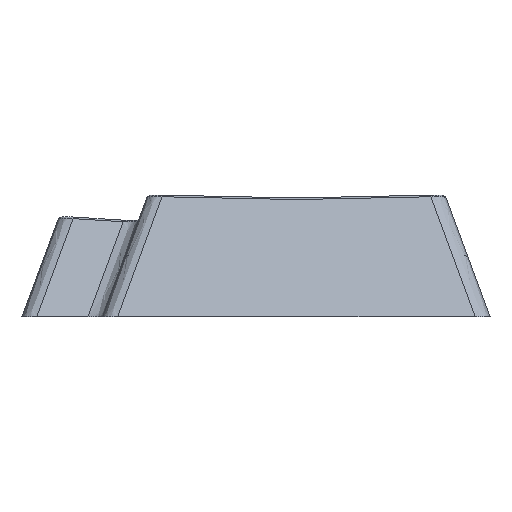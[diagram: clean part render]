
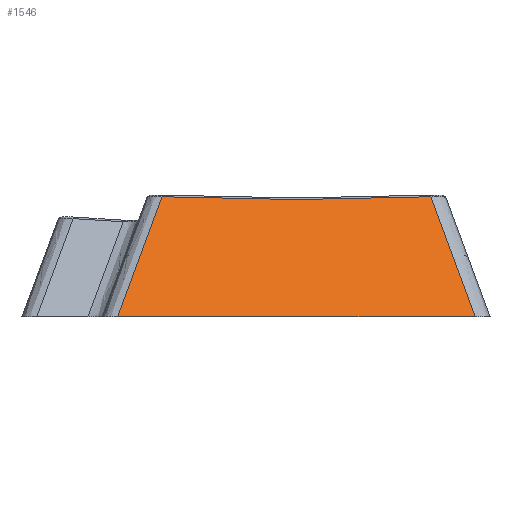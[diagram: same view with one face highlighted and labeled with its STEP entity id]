
A CAD part, front view. The second image highlights one B-rep face of the part: STEP entity #1546.
In plain terms, the highlighted free-form (B-spline) face has degree [1, 1] with [2, 2] control points.
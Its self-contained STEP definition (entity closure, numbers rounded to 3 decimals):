
#400 = VERTEX_POINT('',#401);
#401 = CARTESIAN_POINT('',(-10.532,-18.55,0.));
#424 = EDGE_CURVE('',#425,#400,#427,.T.);
#425 = VERTEX_POINT('',#426);
#426 = CARTESIAN_POINT('',(10.532,-18.55,0.));
#427 = LINE('',#428,#429);
#428 = CARTESIAN_POINT('',(11.406,-18.55,0.));
#429 = VECTOR('',#430,1.);
#430 = DIRECTION('',(-1.,0.,0.));
#1442 = EDGE_CURVE('',#425,#1443,#1445,.T.);
#1443 = VERTEX_POINT('',#1444);
#1444 = CARTESIAN_POINT('',(7.911,-14.252,
    7.084));
#1445 = B_SPLINE_CURVE_WITH_KNOTS('',4,(#1446,#1447,#1448,#1449,#1450,
    #1451,#1452,#1453,#1454,#1455,#1456),.UNSPECIFIED.,.F.,.F.,(5,3,3,5)
  ,(-0.299,0.264,9.675,10.238),
  .UNSPECIFIED.);
#1446 = CARTESIAN_POINT('',(10.702,-18.828,-0.459));
#1447 = CARTESIAN_POINT('',(10.659,-18.759,-0.344));
#1448 = CARTESIAN_POINT('',(10.617,-18.689,-0.23));
#1449 = CARTESIAN_POINT('',(10.574,-18.62,-0.115));
#1450 = CARTESIAN_POINT('',(9.822,-17.386,1.918
    ));
#1451 = CARTESIAN_POINT('',(9.113,-16.223,3.836)
  );
#1452 = CARTESIAN_POINT('',(8.403,-15.059,5.754
    ));
#1453 = CARTESIAN_POINT('',(7.651,-13.826,
    7.786));
#1454 = CARTESIAN_POINT('',(7.608,-13.757,
    7.901));
#1455 = CARTESIAN_POINT('',(7.566,-13.687,
    8.016));
#1456 = CARTESIAN_POINT('',(7.524,-13.617,
    8.131));
#1546 = ADVANCED_FACE('',(#1547),#1613,.F.);
#1547 = FACE_BOUND('',#1548,.F.);
#1548 = EDGE_LOOP('',(#1549,#1550,#1551,#1567));
#1549 = ORIENTED_EDGE('',*,*,#1442,.F.);
#1550 = ORIENTED_EDGE('',*,*,#424,.T.);
#1551 = ORIENTED_EDGE('',*,*,#1552,.T.);
#1552 = EDGE_CURVE('',#400,#1553,#1555,.T.);
#1553 = VERTEX_POINT('',#1554);
#1554 = CARTESIAN_POINT('',(-7.911,-14.252,
    7.084));
#1555 = B_SPLINE_CURVE_WITH_KNOTS('',4,(#1556,#1557,#1558,#1559,#1560,
    #1561,#1562,#1563,#1564,#1565,#1566),.UNSPECIFIED.,.F.,.F.,(5,3,3,5)
  ,(-0.299,0.264,9.675,10.238),
  .UNSPECIFIED.);
#1556 = CARTESIAN_POINT('',(-10.702,-18.828,-0.459));
#1557 = CARTESIAN_POINT('',(-10.659,-18.759,-0.344));
#1558 = CARTESIAN_POINT('',(-10.617,-18.689,-0.23));
#1559 = CARTESIAN_POINT('',(-10.574,-18.62,-0.115));
#1560 = CARTESIAN_POINT('',(-9.822,-17.386,
    1.918));
#1561 = CARTESIAN_POINT('',(-9.113,-16.223,3.836
    ));
#1562 = CARTESIAN_POINT('',(-8.403,-15.059,
    5.754));
#1563 = CARTESIAN_POINT('',(-7.651,-13.826,
    7.786));
#1564 = CARTESIAN_POINT('',(-7.608,-13.757,
    7.901));
#1565 = CARTESIAN_POINT('',(-7.566,-13.687,
    8.016));
#1566 = CARTESIAN_POINT('',(-7.524,-13.617,
    8.131));
#1567 = ORIENTED_EDGE('',*,*,#1568,.F.);
#1568 = EDGE_CURVE('',#1443,#1553,#1569,.T.);
#1569 = ( BOUNDED_CURVE() B_SPLINE_CURVE(11,(#1570,#1571,#1572,#1573,
    #1574,#1575,#1576,#1577,#1578,#1579,#1580,#1581,#1582,#1583,#1584,
    #1585,#1586,#1587,#1588,#1589,#1590,#1591,#1592,#1593,#1594,#1595,
    #1596,#1597,#1598,#1599,#1600,#1601,#1602,#1603,#1604,#1605,#1606,
    #1607,#1608,#1609,#1610,#1611,#1612),.UNSPECIFIED.,.F.,.F.) 
B_SPLINE_CURVE_WITH_KNOTS((12,11,10,10,12),(-0.033,0.,
8.382,16.733,16.766),.UNSPECIFIED.) CURVE() 
GEOMETRIC_REPRESENTATION_ITEM() RATIONAL_B_SPLINE_CURVE((1.,1.,1.,1.,1.,
    1.,1.,1.,1.,1.,1.,1.,1.,1.,1.,1.,1.,1.,1.,1.
    ,1.,1.,1.,1.,1.,1.,1.,1.,1.,1.,1.,1.,1.,1.,
    1.,1.,1.,1.,1.,1.,1.,1.,1.)) 
REPRESENTATION_ITEM('') );
#1570 = CARTESIAN_POINT('',(7.911,-14.252,
    7.084));
#1571 = CARTESIAN_POINT('',(7.908,-14.252,7.084
    ));
#1572 = CARTESIAN_POINT('',(7.905,-14.252,
    7.084));
#1573 = CARTESIAN_POINT('',(7.902,-14.252,
    7.084));
#1574 = CARTESIAN_POINT('',(7.899,-14.253,7.084
    ));
#1575 = CARTESIAN_POINT('',(7.896,-14.253,7.084)
  );
#1576 = CARTESIAN_POINT('',(7.893,-14.253,
    7.083));
#1577 = CARTESIAN_POINT('',(7.89,-14.253,
    7.083));
#1578 = CARTESIAN_POINT('',(7.887,-14.253,7.083
    ));
#1579 = CARTESIAN_POINT('',(7.884,-14.253,
    7.083));
#1580 = CARTESIAN_POINT('',(7.881,-14.253,
    7.083));
#1581 = CARTESIAN_POINT('',(7.878,-14.253,
    7.083));
#1582 = CARTESIAN_POINT('',(7.167,-14.271,
    7.053));
#1583 = CARTESIAN_POINT('',(6.454,-14.287,
    7.026));
#1584 = CARTESIAN_POINT('',(5.739,-14.302,
    7.003));
#1585 = CARTESIAN_POINT('',(5.023,-14.314,
    6.982));
#1586 = CARTESIAN_POINT('',(4.306,-14.325,
    6.964));
#1587 = CARTESIAN_POINT('',(3.587,-14.334,
    6.949));
#1588 = CARTESIAN_POINT('',(2.868,-14.342,
    6.937));
#1589 = CARTESIAN_POINT('',(2.147,-14.347,
    6.928));
#1590 = CARTESIAN_POINT('',(1.427,-14.351,6.922
    ));
#1591 = CARTESIAN_POINT('',(0.706,-14.353,
    6.919));
#1592 = CARTESIAN_POINT('',(-0.733,-14.353,6.919
    ));
#1593 = CARTESIAN_POINT('',(-1.451,-14.351,
    6.922));
#1594 = CARTESIAN_POINT('',(-2.169,-14.347,
    6.928));
#1595 = CARTESIAN_POINT('',(-2.886,-14.342,
    6.937));
#1596 = CARTESIAN_POINT('',(-3.604,-14.334,
    6.95));
#1597 = CARTESIAN_POINT('',(-4.317,-14.326,
    6.963));
#1598 = CARTESIAN_POINT('',(-5.037,-14.314,
    6.983));
#1599 = CARTESIAN_POINT('',(-5.742,-14.302,
    7.002));
#1600 = CARTESIAN_POINT('',(-6.466,-14.287,
    7.027));
#1601 = CARTESIAN_POINT('',(-7.164,-14.271,
    7.053));
#1602 = CARTESIAN_POINT('',(-7.882,-14.253,
    7.083));
#1603 = CARTESIAN_POINT('',(-7.885,-14.253,
    7.083));
#1604 = CARTESIAN_POINT('',(-7.888,-14.253,
    7.083));
#1605 = CARTESIAN_POINT('',(-7.891,-14.253,
    7.083));
#1606 = CARTESIAN_POINT('',(-7.893,-14.253,7.083)
  );
#1607 = CARTESIAN_POINT('',(-7.896,-14.253,
    7.084));
#1608 = CARTESIAN_POINT('',(-7.899,-14.253,
    7.084));
#1609 = CARTESIAN_POINT('',(-7.902,-14.252,
    7.084));
#1610 = CARTESIAN_POINT('',(-7.905,-14.252,
    7.084));
#1611 = CARTESIAN_POINT('',(-7.908,-14.252,
    7.084));
#1612 = CARTESIAN_POINT('',(-7.911,-14.252,
    7.084));
#1613 = B_SPLINE_SURFACE_WITH_KNOTS('',1,1,(
    (#1614,#1615)
    ,(#1616,#1617
    )),.UNSPECIFIED.,.F.,.F.,.F.,(2,2),(2,2),(0.,22.813),(0.,1.),
  .PIECEWISE_BEZIER_KNOTS.);
#1614 = CARTESIAN_POINT('',(11.406,-18.55,0.));
#1615 = CARTESIAN_POINT('',(8.631,-14.,7.5));
#1616 = CARTESIAN_POINT('',(-11.406,-18.55,0.));
#1617 = CARTESIAN_POINT('',(-8.631,-14.,7.5));
